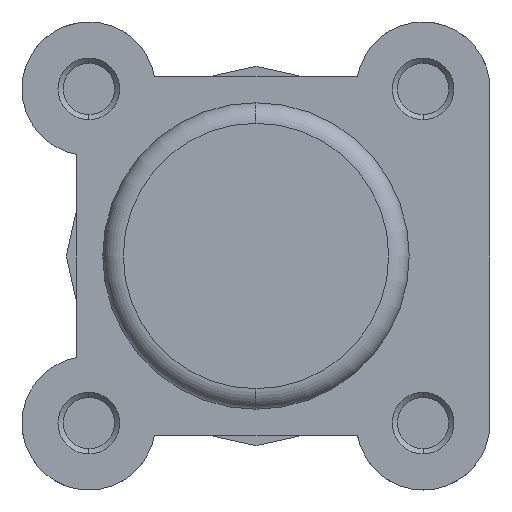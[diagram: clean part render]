
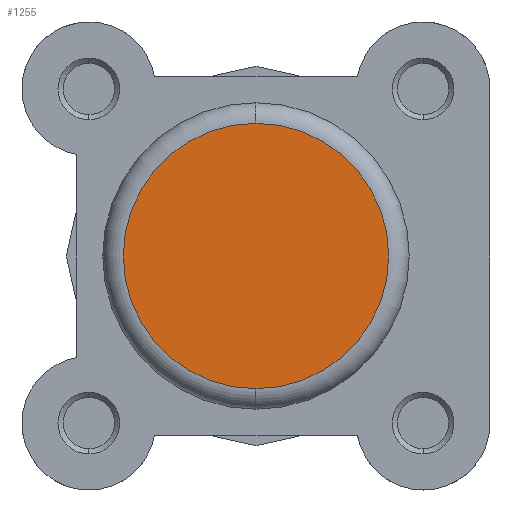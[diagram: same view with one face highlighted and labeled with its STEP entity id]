
A CAD part, left-side view. The second image highlights one B-rep face of the part: STEP entity #1255.
In plain terms, the highlighted planar face has unit normal (-1, 0, 0).
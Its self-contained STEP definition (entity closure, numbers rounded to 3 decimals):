
#49 = EDGE_CURVE ( 'NONE', #5584, #2389, #1147, .T. ) ;
#201 = EDGE_CURVE ( 'NONE', #2389, #5584, #5510, .T. ) ;
#405 = AXIS2_PLACEMENT_3D ( 'NONE', #2532, #2533, #2534 ) ;
#478 = AXIS2_PLACEMENT_3D ( 'NONE', #2962, #2963, #2964 ) ;
#634 = AXIS2_PLACEMENT_3D ( 'NONE', #4391, #4394, #4395 ) ;
#1147 = CIRCLE ( 'NONE', #405, 12.9 ) ;
#1187 = EDGE_LOOP ( 'NONE', ( #2155, #2154 ) ) ;
#1255 = ADVANCED_FACE ( 'NONE', ( #3877 ), #4392, .F. ) ;
#2154 = ORIENTED_EDGE ( 'NONE', *, *, #49, .T. ) ;
#2155 = ORIENTED_EDGE ( 'NONE', *, *, #201, .T. ) ;
#2389 = VERTEX_POINT ( 'NONE', #4958 ) ;
#2532 = CARTESIAN_POINT ( 'NONE',  ( 0., 0., 0. ) ) ;
#2533 = DIRECTION ( 'NONE',  ( -1., 0., 0. ) ) ;
#2534 = DIRECTION ( 'NONE',  ( 0., 0., -1. ) ) ;
#2962 = CARTESIAN_POINT ( 'NONE',  ( 0., 0., 0. ) ) ;
#2963 = DIRECTION ( 'NONE',  ( -1., 0., 0. ) ) ;
#2964 = DIRECTION ( 'NONE',  ( 0., 0., -1. ) ) ;
#3877 = FACE_OUTER_BOUND ( 'NONE', #1187, .T. ) ;
#4391 = CARTESIAN_POINT ( 'NONE',  ( 0., 0., 0. ) ) ;
#4392 = PLANE ( 'NONE',  #634 ) ;
#4394 = DIRECTION ( 'NONE',  ( 1., 0., 0. ) ) ;
#4395 = DIRECTION ( 'NONE',  ( 0., 0., -1. ) ) ;
#4958 = CARTESIAN_POINT ( 'NONE',  ( 0., 0., -12.9 ) ) ;
#5026 = CARTESIAN_POINT ( 'NONE',  ( 0., 0., 12.9 ) ) ;
#5510 = CIRCLE ( 'NONE', #478, 12.9 ) ;
#5584 = VERTEX_POINT ( 'NONE', #5026 ) ;
